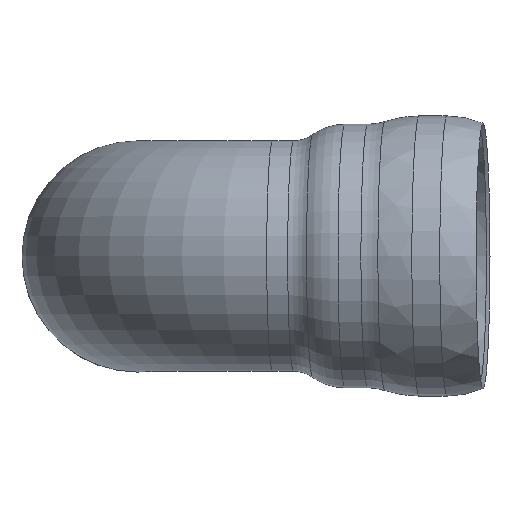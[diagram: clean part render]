
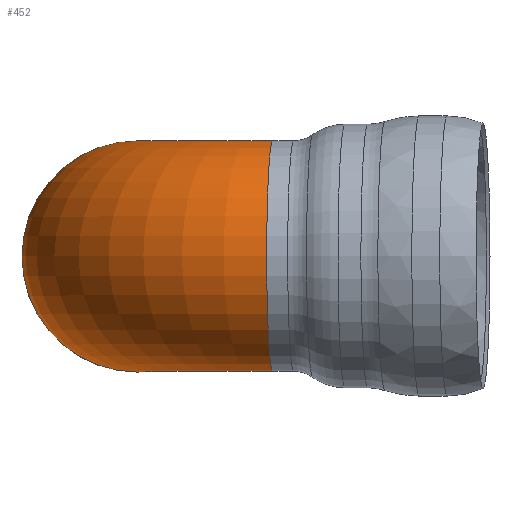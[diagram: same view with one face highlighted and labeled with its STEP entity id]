
A CAD part, top view. The second image highlights one B-rep face of the part: STEP entity #452.
In plain terms, the highlighted toroidal (fillet/blend) face has major radius 260 mm and minor radius 210 mm.
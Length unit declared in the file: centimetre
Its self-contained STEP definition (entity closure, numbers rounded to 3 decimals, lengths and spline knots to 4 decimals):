
#74=FACE_OUTER_BOUND('',#104,.T.);
#104=EDGE_LOOP('',(#335,#336,#337,#338));
#129=CIRCLE('',#481,21.);
#138=CIRCLE('',#495,21.);
#141=CIRCLE('',#501,5.);
#186=VERTEX_POINT('',#751);
#194=VERTEX_POINT('',#777);
#232=EDGE_CURVE('',#186,#186,#129,.T.);
#244=EDGE_CURVE('',#194,#194,#138,.T.);
#247=EDGE_CURVE('',#186,#194,#141,.T.);
#335=ORIENTED_EDGE('',*,*,#232,.F.);
#336=ORIENTED_EDGE('',*,*,#247,.T.);
#337=ORIENTED_EDGE('',*,*,#244,.T.);
#338=ORIENTED_EDGE('',*,*,#247,.F.);
#436=TOROIDAL_SURFACE('',#500,26.,21.);
#452=ADVANCED_FACE('',(#74),#436,.T.);
#481=AXIS2_PLACEMENT_3D('',#753,#575,#576);
#495=AXIS2_PLACEMENT_3D('',#778,#606,#607);
#500=AXIS2_PLACEMENT_3D('',#784,#616,#617);
#501=AXIS2_PLACEMENT_3D('',#785,#618,#619);
#575=DIRECTION('center_axis',(0.,0.,
-1.));
#576=DIRECTION('ref_axis',(-1.,0.,0.));
#606=DIRECTION('center_axis',(-0.999,0.,
-0.052));
#607=DIRECTION('ref_axis',(0.052,0.,-0.999));
#616=DIRECTION('center_axis',(0.,-1.,0.));
#617=DIRECTION('ref_axis',(1.,0.,0.));
#618=DIRECTION('center_axis',(0.,1.,0.));
#619=DIRECTION('ref_axis',(1.,0.,0.));
#751=CARTESIAN_POINT('',(87.0701,151.4498,0.1057));
#753=CARTESIAN_POINT('Origin',(66.0701,151.4498,0.1057));
#777=CARTESIAN_POINT('',(91.8084,151.4498,5.0988));
#778=CARTESIAN_POINT('Origin',(90.7093,151.4498,26.0701));
#784=CARTESIAN_POINT('Origin',(92.0701,151.4498,0.1057));
#785=CARTESIAN_POINT('Origin',(92.0701,151.4498,0.1057));
